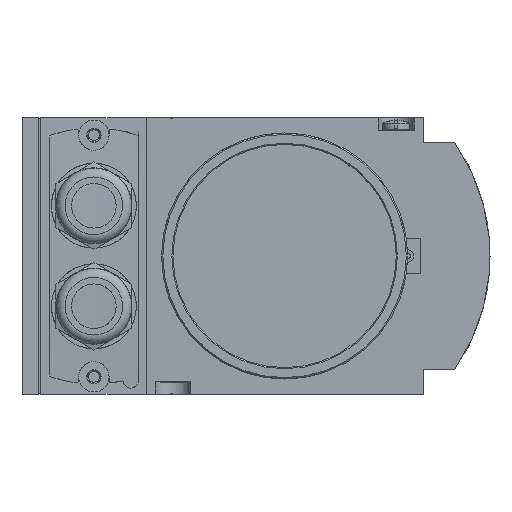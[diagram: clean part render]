
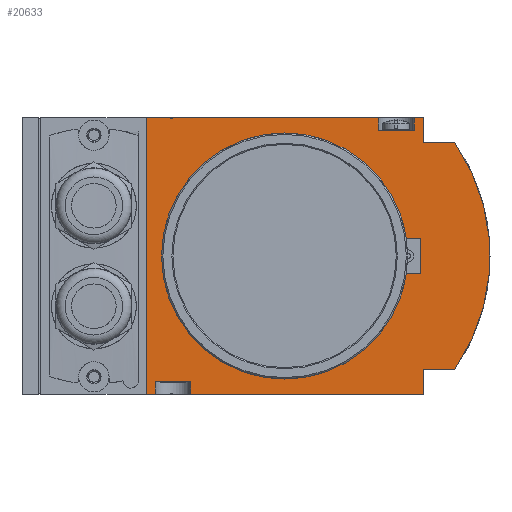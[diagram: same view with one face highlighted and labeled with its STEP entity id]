
A CAD part, front view. The second image highlights one B-rep face of the part: STEP entity #20633.
In plain terms, the highlighted planar face has unit normal (0, -1, 0).
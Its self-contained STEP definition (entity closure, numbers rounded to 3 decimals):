
#727=CIRCLE('',#21574,45.);
#728=CIRCLE('',#21575,16.625);
#1333=ORIENTED_EDGE('',*,*,#5585,.F.);
#1334=ORIENTED_EDGE('',*,*,#5586,.T.);
#1335=ORIENTED_EDGE('',*,*,#5587,.T.);
#1336=ORIENTED_EDGE('',*,*,#5588,.F.);
#1337=ORIENTED_EDGE('',*,*,#5589,.F.);
#1338=ORIENTED_EDGE('',*,*,#5590,.F.);
#1339=ORIENTED_EDGE('',*,*,#5591,.F.);
#1340=ORIENTED_EDGE('',*,*,#5592,.F.);
#1341=ORIENTED_EDGE('',*,*,#5593,.F.);
#1342=ORIENTED_EDGE('',*,*,#5594,.F.);
#1343=ORIENTED_EDGE('',*,*,#5595,.F.);
#1344=ORIENTED_EDGE('',*,*,#5596,.T.);
#1345=ORIENTED_EDGE('',*,*,#5582,.F.);
#1346=ORIENTED_EDGE('',*,*,#5597,.F.);
#1347=ORIENTED_EDGE('',*,*,#5598,.F.);
#1348=ORIENTED_EDGE('',*,*,#5599,.T.);
#1349=ORIENTED_EDGE('',*,*,#5600,.T.);
#1350=ORIENTED_EDGE('',*,*,#5601,.F.);
#1351=ORIENTED_EDGE('',*,*,#5602,.F.);
#1352=ORIENTED_EDGE('',*,*,#5603,.F.);
#1353=ORIENTED_EDGE('',*,*,#5604,.T.);
#1354=ORIENTED_EDGE('',*,*,#5605,.T.);
#1355=ORIENTED_EDGE('',*,*,#5606,.T.);
#1356=ORIENTED_EDGE('',*,*,#5607,.T.);
#1357=ORIENTED_EDGE('',*,*,#5608,.F.);
#5582=EDGE_CURVE('',#7709,#7710,#9116,.T.);
#5585=EDGE_CURVE('',#7712,#7713,#9118,.T.);
#5586=EDGE_CURVE('',#7712,#7714,#9119,.T.);
#5587=EDGE_CURVE('',#7714,#7715,#9120,.T.);
#5588=EDGE_CURVE('',#7716,#7715,#9121,.T.);
#5589=EDGE_CURVE('',#7717,#7716,#9122,.T.);
#5590=EDGE_CURVE('',#7718,#7717,#9123,.T.);
#5591=EDGE_CURVE('',#7719,#7718,#9124,.T.);
#5592=EDGE_CURVE('',#7720,#7719,#727,.T.);
#5593=EDGE_CURVE('',#7721,#7720,#9125,.T.);
#5594=EDGE_CURVE('',#7722,#7721,#9126,.T.);
#5595=EDGE_CURVE('',#7723,#7722,#9127,.T.);
#5596=EDGE_CURVE('',#7723,#7710,#9128,.T.);
#5597=EDGE_CURVE('',#7724,#7709,#9129,.T.);
#5598=EDGE_CURVE('',#7725,#7724,#9130,.T.);
#5599=EDGE_CURVE('',#7725,#7726,#9131,.T.);
#5600=EDGE_CURVE('',#7726,#7727,#9132,.T.);
#5601=EDGE_CURVE('',#7728,#7727,#9133,.T.);
#5602=EDGE_CURVE('',#7729,#7728,#9134,.T.);
#5603=EDGE_CURVE('',#7713,#7729,#9135,.T.);
#5604=EDGE_CURVE('',#7730,#7731,#9136,.T.);
#5605=EDGE_CURVE('',#7731,#7732,#9137,.T.);
#5606=EDGE_CURVE('',#7732,#7733,#9138,.T.);
#5607=EDGE_CURVE('',#7733,#7730,#9139,.T.);
#5608=EDGE_CURVE('',#7734,#7734,#728,.T.);
#7709=VERTEX_POINT('',#27310);
#7710=VERTEX_POINT('',#27312);
#7712=VERTEX_POINT('',#27318);
#7713=VERTEX_POINT('',#27319);
#7714=VERTEX_POINT('',#27321);
#7715=VERTEX_POINT('',#27323);
#7716=VERTEX_POINT('',#27325);
#7717=VERTEX_POINT('',#27327);
#7718=VERTEX_POINT('',#27329);
#7719=VERTEX_POINT('',#27331);
#7720=VERTEX_POINT('',#27333);
#7721=VERTEX_POINT('',#27335);
#7722=VERTEX_POINT('',#27337);
#7723=VERTEX_POINT('',#27339);
#7724=VERTEX_POINT('',#27342);
#7725=VERTEX_POINT('',#27344);
#7726=VERTEX_POINT('',#27346);
#7727=VERTEX_POINT('',#27348);
#7728=VERTEX_POINT('',#27350);
#7729=VERTEX_POINT('',#27352);
#7730=VERTEX_POINT('',#27355);
#7731=VERTEX_POINT('',#27356);
#7732=VERTEX_POINT('',#27358);
#7733=VERTEX_POINT('',#27360);
#7734=VERTEX_POINT('',#27363);
#9116=LINE('',#27311,#10515);
#9118=LINE('',#27317,#10517);
#9119=LINE('',#27320,#10518);
#9120=LINE('',#27322,#10519);
#9121=LINE('',#27324,#10520);
#9122=LINE('',#27326,#10521);
#9123=LINE('',#27328,#10522);
#9124=LINE('',#27330,#10523);
#9125=LINE('',#27334,#10524);
#9126=LINE('',#27336,#10525);
#9127=LINE('',#27338,#10526);
#9128=LINE('',#27340,#10527);
#9129=LINE('',#27341,#10528);
#9130=LINE('',#27343,#10529);
#9131=LINE('',#27345,#10530);
#9132=LINE('',#27347,#10531);
#9133=LINE('',#27349,#10532);
#9134=LINE('',#27351,#10533);
#9135=LINE('',#27353,#10534);
#9136=LINE('',#27354,#10535);
#9137=LINE('',#27357,#10536);
#9138=LINE('',#27359,#10537);
#9139=LINE('',#27361,#10538);
#10515=VECTOR('',#23065,1000.);
#10517=VECTOR('',#23071,1000.);
#10518=VECTOR('',#23072,1000.);
#10519=VECTOR('',#23073,1000.);
#10520=VECTOR('',#23074,1000.);
#10521=VECTOR('',#23075,1000.);
#10522=VECTOR('',#23076,1000.);
#10523=VECTOR('',#23077,1000.);
#10524=VECTOR('',#23080,1000.);
#10525=VECTOR('',#23081,1000.);
#10526=VECTOR('',#23082,1000.);
#10527=VECTOR('',#23083,1000.);
#10528=VECTOR('',#23084,1000.);
#10529=VECTOR('',#23085,1000.);
#10530=VECTOR('',#23086,1000.);
#10531=VECTOR('',#23087,1000.);
#10532=VECTOR('',#23088,1000.);
#10533=VECTOR('',#23089,1000.);
#10534=VECTOR('',#23090,1000.);
#10535=VECTOR('',#23091,1000.);
#10536=VECTOR('',#23092,1000.);
#10537=VECTOR('',#23093,1000.);
#10538=VECTOR('',#23094,1000.);
#11891=EDGE_LOOP('',(#1333,#1334,#1335,#1336,#1337,#1338,#1339,#1340,#1341,
#1342,#1343,#1344,#1345,#1346,#1347,#1348,#1349,#1350,#1351,#1352));
#11892=EDGE_LOOP('',(#1353,#1354,#1355,#1356));
#11893=EDGE_LOOP('',(#1357));
#12943=FACE_BOUND('',#11891,.T.);
#12944=FACE_BOUND('',#11892,.T.);
#12945=FACE_BOUND('',#11893,.T.);
#13980=PLANE('',#21573);
#20633=ADVANCED_FACE('',(#12943,#12944,#12945),#13980,.F.);
#21573=AXIS2_PLACEMENT_3D('',#27316,#23069,#23070);
#21574=AXIS2_PLACEMENT_3D('',#27332,#23078,#23079);
#21575=AXIS2_PLACEMENT_3D('',#27362,#23095,#23096);
#23065=DIRECTION('',(1.,0.,0.));
#23069=DIRECTION('',(0.,1.,0.));
#23070=DIRECTION('',(0.,0.,1.));
#23071=DIRECTION('',(-1.,0.,0.));
#23072=DIRECTION('',(0.,0.,1.));
#23073=DIRECTION('',(1.,0.,0.));
#23074=DIRECTION('',(0.,0.,1.));
#23075=DIRECTION('',(-1.,0.,0.));
#23076=DIRECTION('',(0.,0.,-1.));
#23077=DIRECTION('',(-1.,0.,0.));
#23078=DIRECTION('',(0.,1.,0.));
#23079=DIRECTION('',(1.,0.,0.));
#23080=DIRECTION('',(1.,0.,0.));
#23081=DIRECTION('',(0.,0.,-1.));
#23082=DIRECTION('',(1.,0.,0.));
#23083=DIRECTION('',(0.,0.,-1.));
#23084=DIRECTION('',(0.,0.,-1.));
#23085=DIRECTION('',(1.,0.,0.));
#23086=DIRECTION('',(0.,0.,-1.));
#23087=DIRECTION('',(-1.,0.,0.));
#23088=DIRECTION('',(0.,0.,-1.));
#23089=DIRECTION('',(1.,0.,0.));
#23090=DIRECTION('',(0.,0.,1.));
#23091=DIRECTION('',(-1.,0.,0.));
#23092=DIRECTION('',(0.,0.,1.));
#23093=DIRECTION('',(1.,0.,0.));
#23094=DIRECTION('',(0.,0.,-1.));
#23095=DIRECTION('',(0.,-1.,0.));
#23096=DIRECTION('',(0.,0.,-1.));
#27310=CARTESIAN_POINT('',(21.,-146.9,28.1));
#27311=CARTESIAN_POINT('',(21.,-146.9,28.1));
#27312=CARTESIAN_POINT('',(29.,-146.9,28.1));
#27316=CARTESIAN_POINT('',(0.,-146.9,0.));
#27317=CARTESIAN_POINT('',(31.,-146.9,-31.));
#27318=CARTESIAN_POINT('',(-29.,-146.9,-31.));
#27319=CARTESIAN_POINT('',(-31.,-146.9,-31.));
#27320=CARTESIAN_POINT('',(-29.,-146.9,-31.));
#27321=CARTESIAN_POINT('',(-29.,-146.9,-28.1));
#27322=CARTESIAN_POINT('',(-29.,-146.9,-28.1));
#27323=CARTESIAN_POINT('',(-21.,-146.9,-28.1));
#27324=CARTESIAN_POINT('',(-21.,-146.9,-31.));
#27325=CARTESIAN_POINT('',(-21.,-146.9,-31.));
#27326=CARTESIAN_POINT('',(31.,-146.9,-31.));
#27327=CARTESIAN_POINT('',(31.,-146.9,-31.));
#27328=CARTESIAN_POINT('',(31.,-146.9,31.));
#27329=CARTESIAN_POINT('',(31.,-146.9,-25.5));
#27330=CARTESIAN_POINT('',(38.078,-146.9,-25.5));
#27331=CARTESIAN_POINT('',(38.078,-146.9,-25.5));
#27332=CARTESIAN_POINT('',(1.,-146.9,0.));
#27333=CARTESIAN_POINT('',(38.078,-146.9,25.5));
#27334=CARTESIAN_POINT('',(-31.,-146.9,25.5));
#27335=CARTESIAN_POINT('',(31.,-146.9,25.5));
#27336=CARTESIAN_POINT('',(31.,-146.9,31.));
#27337=CARTESIAN_POINT('',(31.,-146.9,31.));
#27338=CARTESIAN_POINT('',(-31.,-146.9,31.));
#27339=CARTESIAN_POINT('',(29.,-146.9,31.));
#27340=CARTESIAN_POINT('',(29.,-146.9,31.));
#27341=CARTESIAN_POINT('',(21.,-146.9,31.));
#27342=CARTESIAN_POINT('',(21.,-146.9,31.));
#27343=CARTESIAN_POINT('',(-31.,-146.9,31.));
#27344=CARTESIAN_POINT('',(-25.,-146.9,31.));
#27345=CARTESIAN_POINT('',(-25.,-146.9,0.));
#27346=CARTESIAN_POINT('',(-25.,-146.9,30.69));
#27347=CARTESIAN_POINT('',(0.,-146.9,30.69));
#27348=CARTESIAN_POINT('',(-25.5,-146.9,30.69));
#27349=CARTESIAN_POINT('',(-25.5,-146.9,0.));
#27350=CARTESIAN_POINT('',(-25.5,-146.9,31.));
#27351=CARTESIAN_POINT('',(-31.,-146.9,31.));
#27352=CARTESIAN_POINT('',(-31.,-146.9,31.));
#27353=CARTESIAN_POINT('',(-31.,-146.9,-31.));
#27354=CARTESIAN_POINT('',(30.5,-146.9,-4.));
#27355=CARTESIAN_POINT('',(30.5,-146.9,-4.));
#27356=CARTESIAN_POINT('',(22.5,-146.9,-4.));
#27357=CARTESIAN_POINT('',(22.5,-146.9,-4.));
#27358=CARTESIAN_POINT('',(22.5,-146.9,4.));
#27359=CARTESIAN_POINT('',(22.5,-146.9,4.));
#27360=CARTESIAN_POINT('',(30.5,-146.9,4.));
#27361=CARTESIAN_POINT('',(30.5,-146.9,4.));
#27362=CARTESIAN_POINT('',(0.,-146.9,0.));
#27363=CARTESIAN_POINT('',(0.,-146.9,-16.625));
